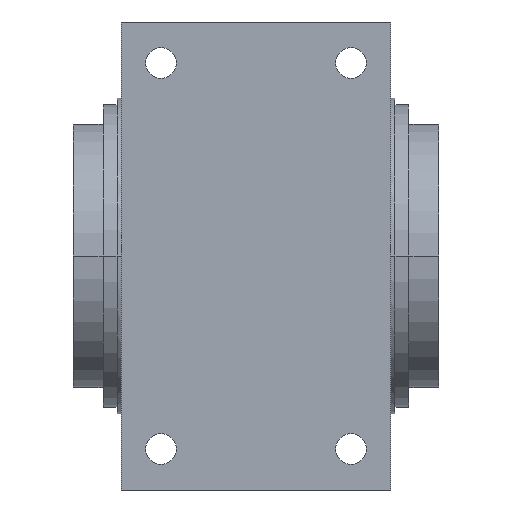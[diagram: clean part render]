
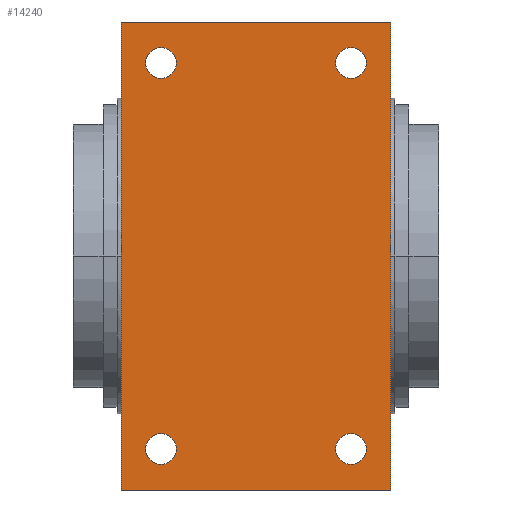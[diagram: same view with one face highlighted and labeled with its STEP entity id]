
A CAD part, front view. The second image highlights one B-rep face of the part: STEP entity #14240.
In plain terms, the highlighted planar face has unit normal (0, -1, 0).
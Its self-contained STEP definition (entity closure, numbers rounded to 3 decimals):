
#166=DIRECTION('',(1.,0.,0.));
#167=VECTOR('',#166,92.);
#168=CARTESIAN_POINT('',(16.5,0.,80.));
#169=LINE('',#168,#167);
#170=DIRECTION('',(-1.,0.,0.));
#171=VECTOR('',#170,92.);
#172=CARTESIAN_POINT('',(108.5,0.,-80.));
#173=LINE('',#172,#171);
#174=DIRECTION('',(0.,0.,1.));
#175=VECTOR('',#174,160.);
#176=CARTESIAN_POINT('',(16.5,0.,-80.));
#177=LINE('',#176,#175);
#178=CARTESIAN_POINT('',(30.,0.,-66.));
#179=DIRECTION('',(0.,1.,0.));
#180=DIRECTION('',(1.,0.,0.));
#181=AXIS2_PLACEMENT_3D('',#178,#179,#180);
#183=CARTESIAN_POINT('',(30.,0.,-66.));
#184=DIRECTION('',(0.,1.,0.));
#185=DIRECTION('',(-1.,0.,0.));
#186=AXIS2_PLACEMENT_3D('',#183,#184,#185);
#188=CARTESIAN_POINT('',(30.,0.,66.));
#189=DIRECTION('',(0.,1.,0.));
#190=DIRECTION('',(1.,0.,0.));
#191=AXIS2_PLACEMENT_3D('',#188,#189,#190);
#193=CARTESIAN_POINT('',(30.,0.,66.));
#194=DIRECTION('',(0.,1.,0.));
#195=DIRECTION('',(-1.,0.,0.));
#196=AXIS2_PLACEMENT_3D('',#193,#194,#195);
#198=CARTESIAN_POINT('',(95.,0.,-66.));
#199=DIRECTION('',(0.,1.,0.));
#200=DIRECTION('',(1.,0.,0.));
#201=AXIS2_PLACEMENT_3D('',#198,#199,#200);
#203=CARTESIAN_POINT('',(95.,0.,-66.));
#204=DIRECTION('',(0.,1.,0.));
#205=DIRECTION('',(-1.,0.,0.));
#206=AXIS2_PLACEMENT_3D('',#203,#204,#205);
#208=CARTESIAN_POINT('',(95.,0.,66.));
#209=DIRECTION('',(0.,1.,0.));
#210=DIRECTION('',(1.,0.,0.));
#211=AXIS2_PLACEMENT_3D('',#208,#209,#210);
#213=CARTESIAN_POINT('',(95.,0.,66.));
#214=DIRECTION('',(0.,1.,0.));
#215=DIRECTION('',(-1.,0.,0.));
#216=AXIS2_PLACEMENT_3D('',#213,#214,#215);
#228=DIRECTION('',(0.,0.,1.));
#229=VECTOR('',#228,160.);
#230=CARTESIAN_POINT('',(108.5,0.,-80.));
#231=LINE('',#230,#229);
#13565=CARTESIAN_POINT('',(108.5,0.,-80.));
#13567=VERTEX_POINT('',#13565);
#13570=CARTESIAN_POINT('',(16.5,0.,-80.));
#13572=VERTEX_POINT('',#13570);
#13573=CARTESIAN_POINT('',(108.5,0.,80.));
#13575=VERTEX_POINT('',#13573);
#13578=CARTESIAN_POINT('',(16.5,0.,80.));
#13580=VERTEX_POINT('',#13578);
#13677=CARTESIAN_POINT('',(35.25,0.,-66.));
#13678=CARTESIAN_POINT('',(24.75,0.,-66.));
#13679=VERTEX_POINT('',#13677);
#13680=VERTEX_POINT('',#13678);
#13685=CARTESIAN_POINT('',(35.25,0.,66.));
#13686=CARTESIAN_POINT('',(24.75,0.,66.));
#13687=VERTEX_POINT('',#13685);
#13688=VERTEX_POINT('',#13686);
#13693=CARTESIAN_POINT('',(100.25,0.,-66.));
#13694=CARTESIAN_POINT('',(89.75,0.,-66.));
#13695=VERTEX_POINT('',#13693);
#13696=VERTEX_POINT('',#13694);
#13701=CARTESIAN_POINT('',(100.25,0.,66.));
#13702=CARTESIAN_POINT('',(89.75,0.,66.));
#13703=VERTEX_POINT('',#13701);
#13704=VERTEX_POINT('',#13702);
#14203=CARTESIAN_POINT('',(43.5,0.,80.));
#14204=DIRECTION('',(0.,-1.,0.));
#14205=DIRECTION('',(0.,0.,-1.));
#14206=AXIS2_PLACEMENT_3D('',#14203,#14204,#14205);
#14207=PLANE('',#14206);
#14208=ORIENTED_EDGE('',*,*,#14108,.T.);
#14210=ORIENTED_EDGE('',*,*,#14209,.F.);
#14211=ORIENTED_EDGE('',*,*,#14191,.T.);
#14213=ORIENTED_EDGE('',*,*,#14212,.T.);
#14214=EDGE_LOOP('',(#14208,#14210,#14211,#14213));
#14215=FACE_OUTER_BOUND('',#14214,.F.);
#14217=ORIENTED_EDGE('',*,*,#14216,.F.);
#14219=ORIENTED_EDGE('',*,*,#14218,.F.);
#14220=EDGE_LOOP('',(#14217,#14219));
#14221=FACE_BOUND('',#14220,.F.);
#14223=ORIENTED_EDGE('',*,*,#14222,.F.);
#14225=ORIENTED_EDGE('',*,*,#14224,.F.);
#14226=EDGE_LOOP('',(#14223,#14225));
#14227=FACE_BOUND('',#14226,.F.);
#14229=ORIENTED_EDGE('',*,*,#14228,.F.);
#14231=ORIENTED_EDGE('',*,*,#14230,.F.);
#14232=EDGE_LOOP('',(#14229,#14231));
#14233=FACE_BOUND('',#14232,.F.);
#14235=ORIENTED_EDGE('',*,*,#14234,.F.);
#14237=ORIENTED_EDGE('',*,*,#14236,.F.);
#14238=EDGE_LOOP('',(#14235,#14237));
#14239=FACE_BOUND('',#14238,.F.);
#14240=ADVANCED_FACE('',(#14215,#14221,#14227,#14233,#14239),#14207,.T.);
#182=CIRCLE('',#181,5.25);
#187=CIRCLE('',#186,5.25);
#192=CIRCLE('',#191,5.25);
#197=CIRCLE('',#196,5.25);
#202=CIRCLE('',#201,5.25);
#207=CIRCLE('',#206,5.25);
#212=CIRCLE('',#211,5.25);
#217=CIRCLE('',#216,5.25);
#14108=EDGE_CURVE('',#13580,#13575,#169,.T.);
#14191=EDGE_CURVE('',#13567,#13572,#173,.T.);
#14209=EDGE_CURVE('',#13567,#13575,#231,.T.);
#14212=EDGE_CURVE('',#13572,#13580,#177,.T.);
#14216=EDGE_CURVE('',#13679,#13680,#182,.T.);
#14218=EDGE_CURVE('',#13680,#13679,#187,.T.);
#14222=EDGE_CURVE('',#13687,#13688,#192,.T.);
#14224=EDGE_CURVE('',#13688,#13687,#197,.T.);
#14228=EDGE_CURVE('',#13695,#13696,#202,.T.);
#14230=EDGE_CURVE('',#13696,#13695,#207,.T.);
#14234=EDGE_CURVE('',#13703,#13704,#212,.T.);
#14236=EDGE_CURVE('',#13704,#13703,#217,.T.);
